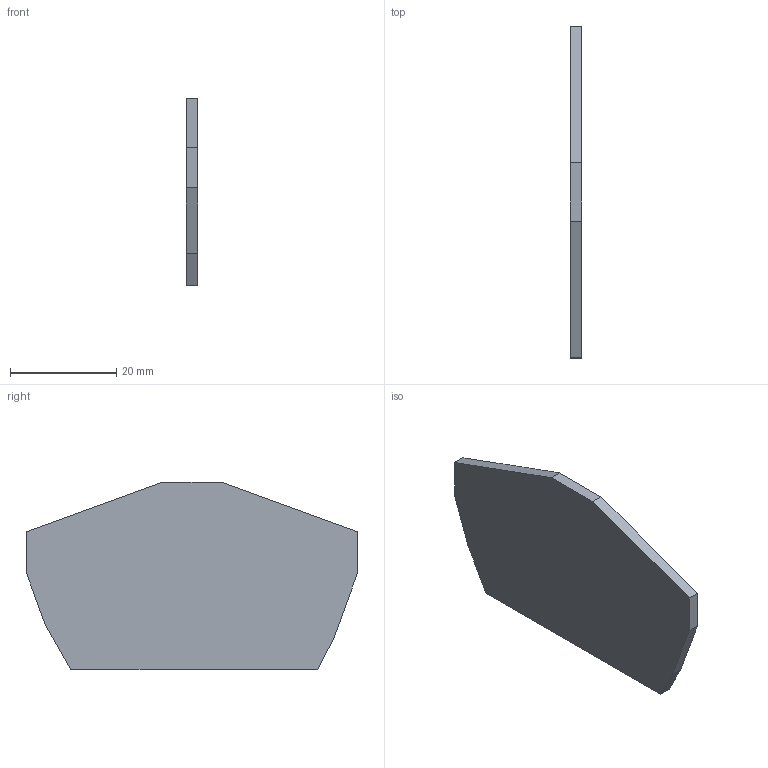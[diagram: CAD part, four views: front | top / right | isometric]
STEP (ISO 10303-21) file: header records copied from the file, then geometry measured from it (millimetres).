
FILE_DESCRIPTION(('Creo Elements/Direct Modeling STEP Export'),'2;1');
FILE_NAME('model.stp','2019-08-02T 1:37:06',(''),(''),'Creo Elements/Direct Modeling STEP processor for AP214 (Solid Model)','Creo Elements/Direct Modeling 20.1A 29-Sep-2018 (C) Parametric Technology GmbH','');
FILE_SCHEMA(('AUTOMOTIVE_DESIGN { 1 0 10303 214 1 1 1 1 }'));
Length unit declared in the file: millimetre
Products named in the file (2): D_PTS_4-select
Assembly tree (1 placements, depth 2):
  D_PTS_4-select
    D_PTS_4-select
Bounding box: 2.2 x 62.4 x 35.3 mm (x, y, z)
Volume: 4024.5 mm3; surface area: 4027.1 mm2
Topology: 1 solids, 1 shells, 12 faces, 30 edges, 20 vertices
Faces by surface type: plane 12
Entity records: 495 total; most frequent: CARTESIAN_POINT 64, ORIENTED_EDGE 60, DIRECTION 58, VECTOR 30, LINE 30, EDGE_CURVE 30, VERTEX_POINT 20, AXIS2_PLACEMENT_3D 14
